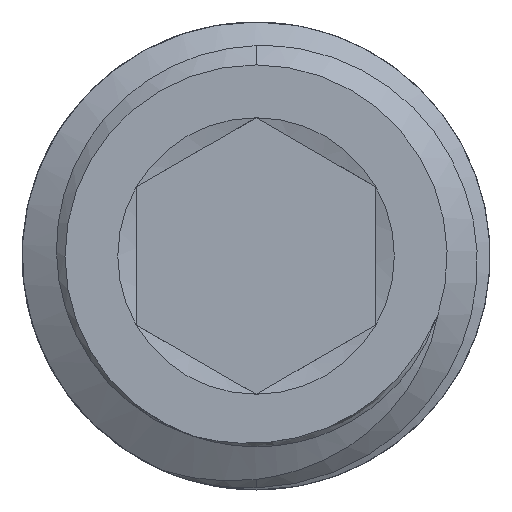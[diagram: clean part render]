
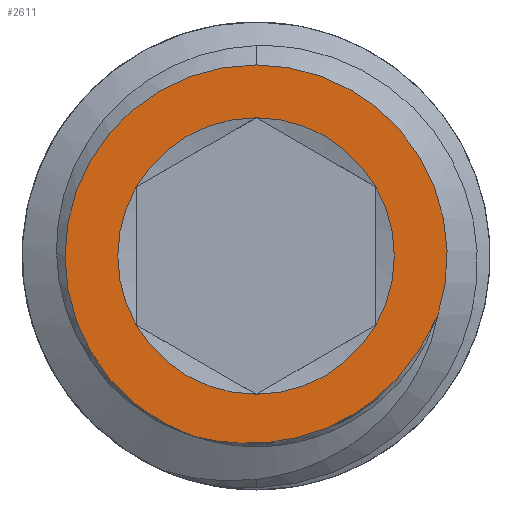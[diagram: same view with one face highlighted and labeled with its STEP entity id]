
A CAD part, front view. The second image highlights one B-rep face of the part: STEP entity #2611.
In plain terms, the highlighted planar face has unit normal (0, -1, 0).
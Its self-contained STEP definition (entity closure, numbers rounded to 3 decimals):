
#70 = EDGE_LOOP ( 'NONE', ( #923, #700, #3682, #2490, #3738, #486 ) ) ;
#274 = ORIENTED_EDGE ( 'NONE', *, *, #1626, .F. ) ;
#334 = CARTESIAN_POINT ( 'NONE',  ( 2.651, -9., -3.976 ) ) ;
#347 = CARTESIAN_POINT ( 'NONE',  ( -1.278, -9., -4.702 ) ) ;
#360 = CIRCLE ( 'NONE', #4201, 3.545 ) ;
#386 = VERTEX_POINT ( 'NONE', #1753 ) ;
#396 = EDGE_CURVE ( 'NONE', #761, #1027, #529, .T. ) ;
#462 = CIRCLE ( 'NONE', #4007, 3.545 ) ;
#486 = ORIENTED_EDGE ( 'NONE', *, *, #2430, .F. ) ;
#529 = CIRCLE ( 'NONE', #1741, 3.545 ) ;
#578 = CARTESIAN_POINT ( 'NONE',  ( 0., -9., 0. ) ) ;
#613 = DIRECTION ( 'NONE',  ( 0., 1., 0. ) ) ;
#628 = EDGE_CURVE ( 'NONE', #1987, #2030, #742, .T. ) ;
#636 = CARTESIAN_POINT ( 'NONE',  ( 4.629, -9., -1.585 ) ) ;
#656 = CARTESIAN_POINT ( 'NONE',  ( 0., -9., 0. ) ) ;
#667 = CARTESIAN_POINT ( 'NONE',  ( 3.392, -9., -3.387 ) ) ;
#672 = DIRECTION ( 'NONE',  ( 0., -1., 0. ) ) ;
#686 = AXIS2_PLACEMENT_3D ( 'NONE', #3318, #1303, #3674 ) ;
#700 = ORIENTED_EDGE ( 'NONE', *, *, #2658, .F. ) ;
#742 = CIRCLE ( 'NONE', #686, 3.545 ) ;
#761 = VERTEX_POINT ( 'NONE', #3256 ) ;
#786 = FACE_BOUND ( 'NONE', #70, .T. ) ;
#870 = CARTESIAN_POINT ( 'NONE',  ( 4.65, -9., -1.538 ) ) ;
#920 = DIRECTION ( 'NONE',  ( 0., 0., -1. ) ) ;
#923 = ORIENTED_EDGE ( 'NONE', *, *, #396, .F. ) ;
#966 = CARTESIAN_POINT ( 'NONE',  ( -1.663, -9., -4.609 ) ) ;
#991 = CARTESIAN_POINT ( 'NONE',  ( 3.154, -9., -3.601 ) ) ;
#1021 = CARTESIAN_POINT ( 'NONE',  ( 4.497, -9., -1.873 ) ) ;
#1026 = EDGE_CURVE ( 'NONE', #386, #3302, #1363, .T. ) ;
#1027 = VERTEX_POINT ( 'NONE', #1159 ) ;
#1039 = CARTESIAN_POINT ( 'NONE',  ( -0.336, -9., -4.81 ) ) ;
#1120 = CARTESIAN_POINT ( 'NONE',  ( 0., -9., 0. ) ) ;
#1158 = CIRCLE ( 'NONE', #1426, 3.545 ) ;
#1159 = CARTESIAN_POINT ( 'NONE',  ( -3.07, -9., 1.772 ) ) ;
#1221 = VERTEX_POINT ( 'NONE', #1942 ) ;
#1239 = EDGE_LOOP ( 'NONE', ( #2796, #274, #3781, #4358, #3984 ) ) ;
#1272 = CARTESIAN_POINT ( 'NONE',  ( -1.612, -9., -4.622 ) ) ;
#1303 = DIRECTION ( 'NONE',  ( 0., -1., 0. ) ) ;
#1317 = CARTESIAN_POINT ( 'NONE',  ( 4.629, -9., -1.585 ) ) ;
#1340 = DIRECTION ( 'NONE',  ( 0., 0., -1. ) ) ;
#1351 = CARTESIAN_POINT ( 'NONE',  ( 0., -9., -3.545 ) ) ;
#1363 = B_SPLINE_CURVE_WITH_KNOTS ( 'NONE', 3,
 ( #2880, #870, #1550, #1893 ),
 .UNSPECIFIED., .F., .F.,
 ( 4, 4 ),
 ( 0.001, 0.001 ),
 .UNSPECIFIED. ) ;
#1366 = DIRECTION ( 'NONE',  ( 0., 1., 0. ) ) ;
#1426 = AXIS2_PLACEMENT_3D ( 'NONE', #1681, #2000, #3044 ) ;
#1433 = CARTESIAN_POINT ( 'NONE',  ( 3.07, -9., -1.772 ) ) ;
#1527 = EDGE_CURVE ( 'NONE', #1718, #2919, #3366, .T. ) ;
#1550 = CARTESIAN_POINT ( 'NONE',  ( 4.639, -9., -1.562 ) ) ;
#1552 = DIRECTION ( 'NONE',  ( 0., -1., 0. ) ) ;
#1556 = VERTEX_POINT ( 'NONE', #1351 ) ;
#1592 = EDGE_CURVE ( 'NONE', #3302, #1718, #3481, .T. ) ;
#1626 = EDGE_CURVE ( 'NONE', #2246, #386, #2788, .T. ) ;
#1681 = CARTESIAN_POINT ( 'NONE',  ( 0., -9., 0. ) ) ;
#1696 = PLANE ( 'NONE',  #3064 ) ;
#1718 = VERTEX_POINT ( 'NONE', #2045 ) ;
#1741 = AXIS2_PLACEMENT_3D ( 'NONE', #1120, #2421, #3492 ) ;
#1753 = CARTESIAN_POINT ( 'NONE',  ( 4.66, -9., -1.515 ) ) ;
#1763 = EDGE_CURVE ( 'NONE', #1221, #1556, #1158, .T. ) ;
#1893 = CARTESIAN_POINT ( 'NONE',  ( 4.629, -9., -1.585 ) ) ;
#1925 = CARTESIAN_POINT ( 'NONE',  ( -1.638, -9., -4.616 ) ) ;
#1942 = CARTESIAN_POINT ( 'NONE',  ( -3.07, -9., -1.772 ) ) ;
#1985 = CARTESIAN_POINT ( 'NONE',  ( 0.602, -9., -4.755 ) ) ;
#1987 = VERTEX_POINT ( 'NONE', #1433 ) ;
#2000 = DIRECTION ( 'NONE',  ( 0., -1., 0. ) ) ;
#2020 = DIRECTION ( 'NONE',  ( 0., 0., -1. ) ) ;
#2030 = VERTEX_POINT ( 'NONE', #3089 ) ;
#2035 = DIRECTION ( 'NONE',  ( 0., 0., 1. ) ) ;
#2045 = CARTESIAN_POINT ( 'NONE',  ( -1.586, -9., -4.628 ) ) ;
#2246 = VERTEX_POINT ( 'NONE', #3151 ) ;
#2328 = FACE_OUTER_BOUND ( 'NONE', #1239, .T. ) ;
#2372 = CARTESIAN_POINT ( 'NONE',  ( -1.663, -9., -4.609 ) ) ;
#2421 = DIRECTION ( 'NONE',  ( 0., -1., 0. ) ) ;
#2430 = EDGE_CURVE ( 'NONE', #1027, #1221, #2950, .T. ) ;
#2468 = CIRCLE ( 'NONE', #2740, 4.9 ) ;
#2490 = ORIENTED_EDGE ( 'NONE', *, *, #3432, .F. ) ;
#2568 = CARTESIAN_POINT ( 'NONE',  ( 0., -9., 0. ) ) ;
#2611 = ADVANCED_FACE ( 'NONE', ( #786, #2328 ), #1696, .F. ) ;
#2658 = EDGE_CURVE ( 'NONE', #2030, #761, #462, .T. ) ;
#2681 = DIRECTION ( 'NONE',  ( 0., 1., 0. ) ) ;
#2690 = CARTESIAN_POINT ( 'NONE',  ( 0.917, -9., -4.698 ) ) ;
#2740 = AXIS2_PLACEMENT_3D ( 'NONE', #578, #613, #3344 ) ;
#2788 = CIRCLE ( 'NONE', #3611, 4.9 ) ;
#2796 = ORIENTED_EDGE ( 'NONE', *, *, #1026, .F. ) ;
#2880 = CARTESIAN_POINT ( 'NONE',  ( 4.66, -9., -1.515 ) ) ;
#2913 = AXIS2_PLACEMENT_3D ( 'NONE', #2568, #1552, #920 ) ;
#2919 = VERTEX_POINT ( 'NONE', #2372 ) ;
#2950 = CIRCLE ( 'NONE', #2913, 3.545 ) ;
#2994 = CARTESIAN_POINT ( 'NONE',  ( -0.964, -9., -4.757 ) ) ;
#3044 = DIRECTION ( 'NONE',  ( 0., 0., -1. ) ) ;
#3064 = AXIS2_PLACEMENT_3D ( 'NONE', #4373, #2681, #2035 ) ;
#3089 = CARTESIAN_POINT ( 'NONE',  ( 3.07, -9., 1.772 ) ) ;
#3151 = CARTESIAN_POINT ( 'NONE',  ( 0., -9., 4.9 ) ) ;
#3256 = CARTESIAN_POINT ( 'NONE',  ( 0., -9., 3.545 ) ) ;
#3259 = CARTESIAN_POINT ( 'NONE',  ( -1.586, -9., -4.628 ) ) ;
#3302 = VERTEX_POINT ( 'NONE', #1317 ) ;
#3318 = CARTESIAN_POINT ( 'NONE',  ( 0., -9., 0. ) ) ;
#3344 = DIRECTION ( 'NONE',  ( 0., 0., 1. ) ) ;
#3366 = B_SPLINE_CURVE_WITH_KNOTS ( 'NONE', 3,
 ( #3259, #1272, #1925, #966 ),
 .UNSPECIFIED., .F., .F.,
 ( 4, 4 ),
 ( 0., 0. ),
 .UNSPECIFIED. ) ;
#3369 = CARTESIAN_POINT ( 'NONE',  ( 1.526, -9., -4.528 ) ) ;
#3383 = CARTESIAN_POINT ( 'NONE',  ( 0., -9., 0. ) ) ;
#3399 = CARTESIAN_POINT ( 'NONE',  ( 2.385, -9., -4.138 ) ) ;
#3432 = EDGE_CURVE ( 'NONE', #1556, #1987, #360, .T. ) ;
#3481 = B_SPLINE_CURVE_WITH_KNOTS ( 'NONE', 3,
 ( #636, #1021, #4043, #3694, #4026, #667, #991, #334, #3399, #3723, #3369, #2690, #1985, #4078, #1039, #2994, #347, #4367 ),
 .UNSPECIFIED., .F., .F.,
 ( 4, 2, 2, 2, 2, 2, 2, 2, 4 ),
 ( 0., 0.001, 0.002, 0.003, 0.004, 0.005, 0.006, 0.007, 0.008 ),
 .UNSPECIFIED. ) ;
#3492 = DIRECTION ( 'NONE',  ( 0., 0., -1. ) ) ;
#3611 = AXIS2_PLACEMENT_3D ( 'NONE', #3383, #1366, #3736 ) ;
#3674 = DIRECTION ( 'NONE',  ( 0., 0., -1. ) ) ;
#3682 = ORIENTED_EDGE ( 'NONE', *, *, #628, .F. ) ;
#3694 = CARTESIAN_POINT ( 'NONE',  ( 4.008, -9., -2.681 ) ) ;
#3723 = CARTESIAN_POINT ( 'NONE',  ( 1.824, -9., -4.415 ) ) ;
#3736 = DIRECTION ( 'NONE',  ( 0., 0., 1. ) ) ;
#3738 = ORIENTED_EDGE ( 'NONE', *, *, #1763, .F. ) ;
#3781 = ORIENTED_EDGE ( 'NONE', *, *, #3857, .F. ) ;
#3857 = EDGE_CURVE ( 'NONE', #2919, #2246, #2468, .T. ) ;
#3984 = ORIENTED_EDGE ( 'NONE', *, *, #1592, .F. ) ;
#4007 = AXIS2_PLACEMENT_3D ( 'NONE', #656, #4049, #1340 ) ;
#4026 = CARTESIAN_POINT ( 'NONE',  ( 3.817, -9., -2.928 ) ) ;
#4043 = CARTESIAN_POINT ( 'NONE',  ( 4.348, -9., -2.154 ) ) ;
#4049 = DIRECTION ( 'NONE',  ( 0., -1., 0. ) ) ;
#4078 = CARTESIAN_POINT ( 'NONE',  ( -0.023, -9., -4.81 ) ) ;
#4201 = AXIS2_PLACEMENT_3D ( 'NONE', #4375, #672, #2020 ) ;
#4358 = ORIENTED_EDGE ( 'NONE', *, *, #1527, .F. ) ;
#4367 = CARTESIAN_POINT ( 'NONE',  ( -1.586, -9., -4.628 ) ) ;
#4373 = CARTESIAN_POINT ( 'NONE',  ( 0., -9., 0. ) ) ;
#4375 = CARTESIAN_POINT ( 'NONE',  ( 0., -9., 0. ) ) ;
